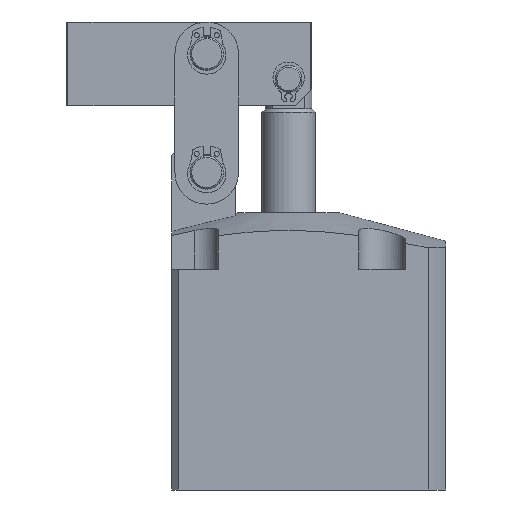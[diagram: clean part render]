
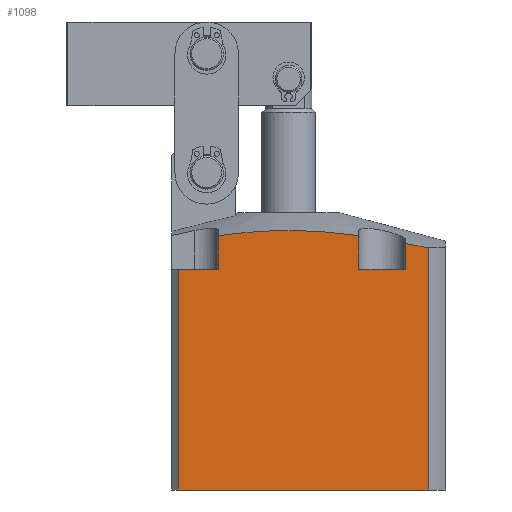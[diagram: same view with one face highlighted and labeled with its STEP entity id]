
A CAD part, front view. The second image highlights one B-rep face of the part: STEP entity #1098.
In plain terms, the highlighted planar face has unit normal (0, -1, 0).
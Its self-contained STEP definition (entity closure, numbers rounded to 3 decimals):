
#644 = DIRECTION ( 'NONE',  ( 0., 0., 1. ) ) ;
#648 = CARTESIAN_POINT ( 'NONE',  ( 19.249, -35., 76.324 ) ) ;
#649 = CARTESIAN_POINT ( 'NONE',  ( 21., -35., 76.082 ) ) ;
#650 = CARTESIAN_POINT ( 'NONE',  ( -21., -35., 66. ) ) ;
#654 = CARTESIAN_POINT ( 'NONE',  ( 41.776, -35., 72.416 ) ) ;
#655 = CARTESIAN_POINT ( 'NONE',  ( 21., -35., 66. ) ) ;
#656 = CARTESIAN_POINT ( 'NONE',  ( 39.521, -35., 72.879 ) ) ;
#657 = CARTESIAN_POINT ( 'NONE',  ( 17.49, -35., 76.544 ) ) ;
#658 = CARTESIAN_POINT ( 'NONE',  ( 13.975, -35., 76.93 ) ) ;
#659 = CARTESIAN_POINT ( 'NONE',  ( 12.218, -35., 77.096 ) ) ;
#660 = CARTESIAN_POINT ( 'NONE',  ( 6.951, -35., 77.5 ) ) ;
#661 = CARTESIAN_POINT ( 'NONE',  ( 3.445, -35., 77.643 ) ) ;
#662 = CARTESIAN_POINT ( 'NONE',  ( -3.557, -35., 77.64 ) ) ;
#663 = CARTESIAN_POINT ( 'NONE',  ( -7.052, -35., 77.495 ) ) ;
#664 = CARTESIAN_POINT ( 'NONE',  ( -14.032, -35., 76.955 ) ) ;
#665 = CARTESIAN_POINT ( 'NONE',  ( -17.518, -35., 76.562 ) ) ;
#666 = CARTESIAN_POINT ( 'NONE',  ( -21., -35., 76.082 ) ) ;
#667 = DIRECTION ( 'NONE',  ( 0., 0., 1. ) ) ;
#668 = CARTESIAN_POINT ( 'NONE',  ( 21., -35., 66. ) ) ;
#669 = DIRECTION ( 'NONE',  ( -1., 0., 0. ) ) ;
#670 = CARTESIAN_POINT ( 'NONE',  ( 35., -35., 66. ) ) ;
#671 = DIRECTION ( 'NONE',  ( 0., 0., 1. ) ) ;
#672 = CARTESIAN_POINT ( 'NONE',  ( -33., -35., 83. ) ) ;
#673 = CARTESIAN_POINT ( 'NONE',  ( 37.263, -35., 73.328 ) ) ;
#674 = CARTESIAN_POINT ( 'NONE',  ( 35., -35., 73.756 ) ) ;
#675 = CARTESIAN_POINT ( 'NONE',  ( 41.776, -35., 83. ) ) ;
#676 = DIRECTION ( 'NONE',  ( -1., 0., 0. ) ) ;
#677 = DIRECTION ( 'NONE',  ( 0., 0., -1. ) ) ;
#678 = DIRECTION ( 'NONE',  ( 0., 0., -1. ) ) ;
#681 = CARTESIAN_POINT ( 'NONE',  ( -35., -35., 66. ) ) ;
#774 = CARTESIAN_POINT ( 'NONE',  ( 0., -35., 0. ) ) ;
#794 = DIRECTION ( 'NONE',  ( 1., 0., 0. ) ) ;
#1098 = ADVANCED_FACE ( 'NONE', ( #6568 ), #4009, .F. ) ;
#1713 = B_SPLINE_CURVE_WITH_KNOTS ( 'NONE', 3,
 ( #654, #656, #673, #674 ),
 .UNSPECIFIED., .F., .F.,
 ( 4, 4 ),
 ( 0.118, 0.125 ),
 .UNSPECIFIED. ) ;
#1715 = B_SPLINE_CURVE_WITH_KNOTS ( 'NONE', 3,
 ( #649, #648, #657, #658, #659, #660, #661, #662, #663, #664, #665, #666 ),
 .UNSPECIFIED., .F., .F.,
 ( 4, 2, 2, 2, 2, 4 ),
 ( 0.139, 0.144, 0.15, 0.16, 0.171, 0.181 ),
 .UNSPECIFIED. ) ;
#3528 = ORIENTED_EDGE ( 'NONE', *, *, #7982, .T. ) ;
#3529 = ORIENTED_EDGE ( 'NONE', *, *, #7980, .T. ) ;
#3530 = ORIENTED_EDGE ( 'NONE', *, *, #7997, .T. ) ;
#3531 = ORIENTED_EDGE ( 'NONE', *, *, #7979, .F. ) ;
#3532 = ORIENTED_EDGE ( 'NONE', *, *, #7978, .T. ) ;
#3533 = ORIENTED_EDGE ( 'NONE', *, *, #7977, .F. ) ;
#3534 = ORIENTED_EDGE ( 'NONE', *, *, #7976, .T. ) ;
#3535 = ORIENTED_EDGE ( 'NONE', *, *, #7975, .T. ) ;
#3536 = ORIENTED_EDGE ( 'NONE', *, *, #7974, .T. ) ;
#3537 = ORIENTED_EDGE ( 'NONE', *, *, #7973, .F. ) ;
#4007 = CARTESIAN_POINT ( 'NONE',  ( 0., -35., 83. ) ) ;
#4009 = PLANE ( 'NONE',  #5259 ) ;
#4012 = DIRECTION ( 'NONE',  ( 0., 1., 0. ) ) ;
#4013 = DIRECTION ( 'NONE',  ( 0., 0., 1. ) ) ;
#5259 = AXIS2_PLACEMENT_3D ( 'NONE', #4007, #4012, #4013 ) ;
#5420 = LINE ( 'NONE', #681, #5421 ) ;
#5421 = VECTOR ( 'NONE', #676, 1000. ) ;
#5422 = LINE ( 'NONE', #774, #5441 ) ;
#5441 = VECTOR ( 'NONE', #794, 1000. ) ;
#6136 = VERTEX_POINT ( 'NONE', #8821 ) ;
#6568 = FACE_OUTER_BOUND ( 'NONE', #9537, .T. ) ;
#7033 = LINE ( 'NONE', #650, #7053 ) ;
#7051 = LINE ( 'NONE', #655, #7055 ) ;
#7052 = LINE ( 'NONE', #668, #7057 ) ;
#7053 = VECTOR ( 'NONE', #644, 1000. ) ;
#7054 = LINE ( 'NONE', #672, #7063 ) ;
#7055 = VECTOR ( 'NONE', #667, 1000. ) ;
#7056 = LINE ( 'NONE', #670, #7059 ) ;
#7057 = VECTOR ( 'NONE', #669, 1000. ) ;
#7059 = VECTOR ( 'NONE', #671, 1000. ) ;
#7060 = LINE ( 'NONE', #675, #7061 ) ;
#7061 = VECTOR ( 'NONE', #677, 1000. ) ;
#7063 = VECTOR ( 'NONE', #678, 1000. ) ;
#7832 = VERTEX_POINT ( 'NONE', #8883 ) ;
#7833 = VERTEX_POINT ( 'NONE', #8884 ) ;
#7838 = VERTEX_POINT ( 'NONE', #8889 ) ;
#7841 = VERTEX_POINT ( 'NONE', #8892 ) ;
#7854 = VERTEX_POINT ( 'NONE', #8905 ) ;
#7856 = VERTEX_POINT ( 'NONE', #8907 ) ;
#7858 = VERTEX_POINT ( 'NONE', #8909 ) ;
#7859 = VERTEX_POINT ( 'NONE', #8910 ) ;
#7860 = VERTEX_POINT ( 'NONE', #8911 ) ;
#7973 = EDGE_CURVE ( 'NONE', #6136, #7860, #7033, .T. ) ;
#7974 = EDGE_CURVE ( 'NONE', #7859, #7860, #1715, .T. ) ;
#7975 = EDGE_CURVE ( 'NONE', #7858, #7859, #7051, .T. ) ;
#7976 = EDGE_CURVE ( 'NONE', #7854, #7858, #7052, .T. ) ;
#7977 = EDGE_CURVE ( 'NONE', #7854, #7856, #7056, .T. ) ;
#7978 = EDGE_CURVE ( 'NONE', #7841, #7856, #1713, .T. ) ;
#7979 = EDGE_CURVE ( 'NONE', #7841, #7832, #7060, .T. ) ;
#7980 = EDGE_CURVE ( 'NONE', #7838, #7833, #7054, .T. ) ;
#7982 = EDGE_CURVE ( 'NONE', #6136, #7838, #5420, .T. ) ;
#7997 = EDGE_CURVE ( 'NONE', #7833, #7832, #5422, .T. ) ;
#8821 = CARTESIAN_POINT ( 'NONE',  ( -21., -35., 66. ) ) ;
#8883 = CARTESIAN_POINT ( 'NONE',  ( 41.776, -35., 0. ) ) ;
#8884 = CARTESIAN_POINT ( 'NONE',  ( -33., -35., 0. ) ) ;
#8889 = CARTESIAN_POINT ( 'NONE',  ( -33., -35., 66. ) ) ;
#8892 = CARTESIAN_POINT ( 'NONE',  ( 41.776, -35., 72.416 ) ) ;
#8905 = CARTESIAN_POINT ( 'NONE',  ( 35., -35., 66. ) ) ;
#8907 = CARTESIAN_POINT ( 'NONE',  ( 35., -35., 73.756 ) ) ;
#8909 = CARTESIAN_POINT ( 'NONE',  ( 21., -35., 66. ) ) ;
#8910 = CARTESIAN_POINT ( 'NONE',  ( 21., -35., 76.082 ) ) ;
#8911 = CARTESIAN_POINT ( 'NONE',  ( -21., -35., 76.082 ) ) ;
#9537 = EDGE_LOOP ( 'NONE', ( #3528, #3529, #3530, #3531, #3532, #3533, #3534, #3535, #3536, #3537 ) ) ;
